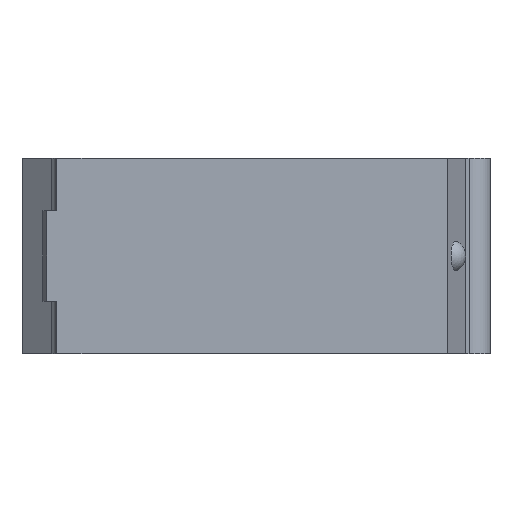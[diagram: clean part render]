
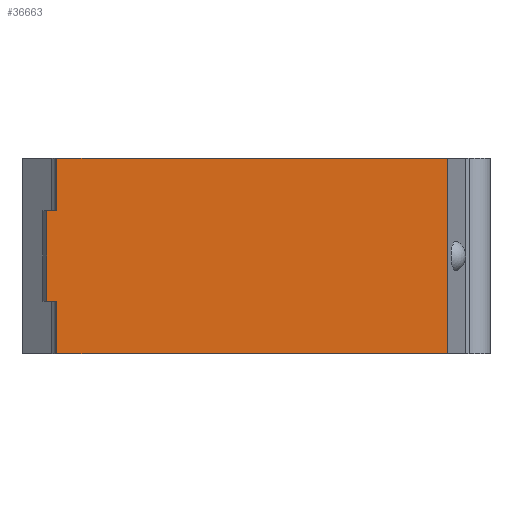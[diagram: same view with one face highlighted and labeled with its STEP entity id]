
A CAD part, front view. The second image highlights one B-rep face of the part: STEP entity #36663.
In plain terms, the highlighted planar face has unit normal (0, -1, 0).
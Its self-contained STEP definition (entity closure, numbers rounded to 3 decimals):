
#152=DIRECTION('',(1.,0.,0.));
#153=VECTOR('',#152,27.9);
#154=CARTESIAN_POINT('',(-14.3,0.,-7.));
#155=LINE('',#154,#153);
#185=DIRECTION('',(0.,0.,1.));
#186=VECTOR('',#185,14.);
#187=CARTESIAN_POINT('',(13.6,0.,-7.));
#188=LINE('',#187,#186);
#240=DIRECTION('',(1.,0.,0.));
#241=VECTOR('',#240,27.9);
#242=CARTESIAN_POINT('',(-14.3,0.,7.));
#243=LINE('',#242,#241);
#391=DIRECTION('',(0.,0.,1.));
#392=VECTOR('',#391,3.75);
#393=CARTESIAN_POINT('',(-14.3,0.,-7.));
#394=LINE('',#393,#392);
#395=DIRECTION('',(0.,0.,1.));
#396=VECTOR('',#395,6.5);
#397=CARTESIAN_POINT('',(-15.032,0.,-3.25));
#398=LINE('',#397,#396);
#399=DIRECTION('',(0.,0.,1.));
#400=VECTOR('',#399,3.75);
#401=CARTESIAN_POINT('',(-14.3,0.,3.25));
#402=LINE('',#401,#400);
#431=DIRECTION('',(1.,0.,0.));
#432=VECTOR('',#431,0.732);
#433=CARTESIAN_POINT('',(-15.032,0.,-3.25));
#434=LINE('',#433,#432);
#435=DIRECTION('',(1.,0.,0.));
#436=VECTOR('',#435,0.732);
#437=CARTESIAN_POINT('',(-15.032,0.,3.25));
#438=LINE('',#437,#436);
#30732=CARTESIAN_POINT('',(13.6,0.,-7.));
#30734=VERTEX_POINT('',#30732);
#30804=CARTESIAN_POINT('',(-14.3,0.,-7.));
#30805=VERTEX_POINT('',#30804);
#30806=CARTESIAN_POINT('',(13.6,0.,7.));
#30808=VERTEX_POINT('',#30806);
#30878=CARTESIAN_POINT('',(-14.3,0.,7.));
#30879=VERTEX_POINT('',#30878);
#30884=CARTESIAN_POINT('',(-15.032,0.,-3.25));
#30885=VERTEX_POINT('',#30884);
#30890=CARTESIAN_POINT('',(-15.032,0.,3.25));
#30891=VERTEX_POINT('',#30890);
#30892=CARTESIAN_POINT('',(-14.3,0.,-3.25));
#30894=VERTEX_POINT('',#30892);
#30896=CARTESIAN_POINT('',(-14.3,0.,3.25));
#30898=VERTEX_POINT('',#30896);
#36643=CARTESIAN_POINT('',(-14.3,0.,-7.));
#36644=DIRECTION('',(0.,-1.,0.));
#36645=DIRECTION('',(1.,0.,0.));
#36646=AXIS2_PLACEMENT_3D('',#36643,#36644,#36645);
#36647=PLANE('',#36646);
#36649=ORIENTED_EDGE('',*,*,#36648,.T.);
#36651=ORIENTED_EDGE('',*,*,#36650,.F.);
#36653=ORIENTED_EDGE('',*,*,#36652,.T.);
#36655=ORIENTED_EDGE('',*,*,#36654,.T.);
#36657=ORIENTED_EDGE('',*,*,#36656,.T.);
#36658=ORIENTED_EDGE('',*,*,#36569,.T.);
#36659=ORIENTED_EDGE('',*,*,#36513,.F.);
#36660=ORIENTED_EDGE('',*,*,#36496,.F.);
#36661=EDGE_LOOP('',(#36649,#36651,#36653,#36655,#36657,#36658,#36659,#36660));
#36662=FACE_OUTER_BOUND('',#36661,.F.);
#36663=ADVANCED_FACE('',(#36662),#36647,.T.);
#36496=EDGE_CURVE('',#30805,#30734,#155,.T.);
#36513=EDGE_CURVE('',#30734,#30808,#188,.T.);
#36569=EDGE_CURVE('',#30879,#30808,#243,.T.);
#36648=EDGE_CURVE('',#30805,#30894,#394,.T.);
#36650=EDGE_CURVE('',#30885,#30894,#434,.T.);
#36652=EDGE_CURVE('',#30885,#30891,#398,.T.);
#36654=EDGE_CURVE('',#30891,#30898,#438,.T.);
#36656=EDGE_CURVE('',#30898,#30879,#402,.T.);
